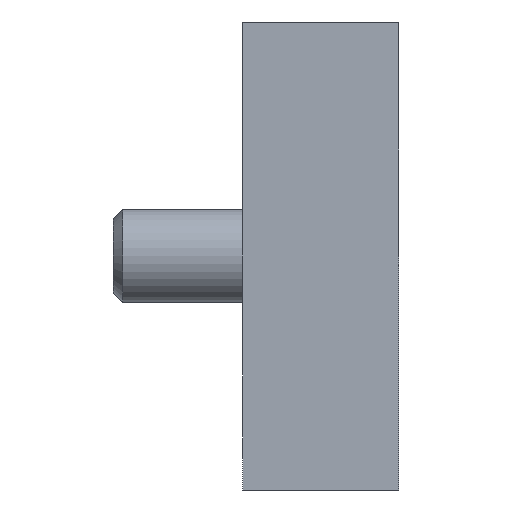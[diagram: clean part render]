
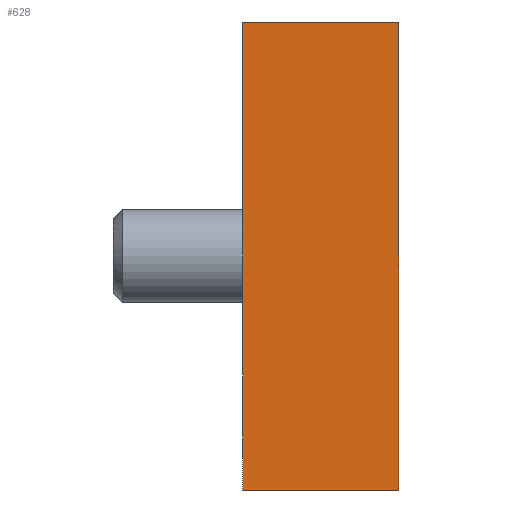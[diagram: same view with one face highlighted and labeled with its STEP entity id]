
A CAD part, front view. The second image highlights one B-rep face of the part: STEP entity #628.
In plain terms, the highlighted face is planar.
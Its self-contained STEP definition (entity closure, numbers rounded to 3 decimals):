
#103=ORIENTED_EDGE('',*,*,#253,.T.);
#104=ORIENTED_EDGE('',*,*,#254,.F.);
#105=ORIENTED_EDGE('',*,*,#255,.F.);
#106=ORIENTED_EDGE('',*,*,#256,.T.);
#253=EDGE_CURVE('',#328,#329,#382,.T.);
#254=EDGE_CURVE('',#330,#329,#383,.T.);
#255=EDGE_CURVE('',#331,#330,#384,.T.);
#256=EDGE_CURVE('',#331,#328,#385,.T.);
#328=VERTEX_POINT('',#1007);
#329=VERTEX_POINT('',#1008);
#330=VERTEX_POINT('',#1010);
#331=VERTEX_POINT('',#1012);
#382=LINE('',#1006,#412);
#383=LINE('',#1009,#413);
#384=LINE('',#1011,#414);
#385=LINE('',#1013,#415);
#412=VECTOR('',#796,1000.);
#413=VECTOR('',#797,1000.);
#414=VECTOR('',#798,1000.);
#415=VECTOR('',#799,1000.);
#442=EDGE_LOOP('',(#103,#104,#105,#106));
#522=FACE_BOUND('',#442,.T.);
#603=PLANE('',#702);
#628=ADVANCED_FACE('',(#522),#603,.F.);
#702=AXIS2_PLACEMENT_3D('',#1005,#794,#795);
#794=DIRECTION('',(0.,-1.,0.));
#795=DIRECTION('',(0.,0.,-1.));
#796=DIRECTION('',(-1.,0.,0.));
#797=DIRECTION('',(0.,0.,-1.));
#798=DIRECTION('',(-1.,0.,0.));
#799=DIRECTION('',(0.,0.,-1.));
#1005=CARTESIAN_POINT('',(15.,73.,10.));
#1006=CARTESIAN_POINT('',(15.,73.,0.));
#1007=CARTESIAN_POINT('',(15.,73.,0.));
#1008=CARTESIAN_POINT('',(-15.,73.,0.));
#1009=CARTESIAN_POINT('',(-15.,73.,10.));
#1010=CARTESIAN_POINT('',(-15.,73.,10.));
#1011=CARTESIAN_POINT('',(15.,73.,10.));
#1012=CARTESIAN_POINT('',(15.,73.,10.));
#1013=CARTESIAN_POINT('',(15.,73.,10.));
